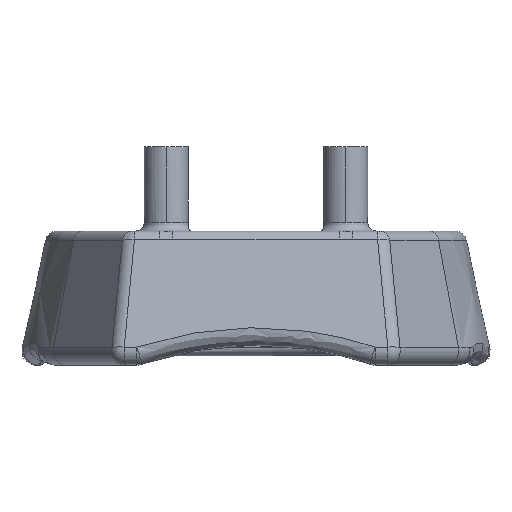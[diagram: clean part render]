
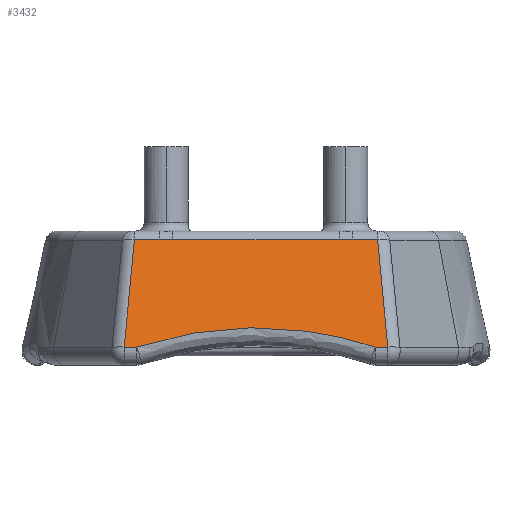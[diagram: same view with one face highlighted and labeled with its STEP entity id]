
A CAD part, left-side view. The second image highlights one B-rep face of the part: STEP entity #3432.
In plain terms, the highlighted planar face has unit normal (-0.967, 0, 0.256).
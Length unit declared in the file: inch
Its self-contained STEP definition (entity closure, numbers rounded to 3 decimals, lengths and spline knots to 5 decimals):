
#671=CARTESIAN_POINT('',(-2.35023,1.24503,0.18833));
#672=CARTESIAN_POINT('',(-2.33996,1.12814,0.22716));
#673=CARTESIAN_POINT('',(-2.32243,0.8933,
0.2935));
#674=CARTESIAN_POINT('',(-2.30494,0.53775,
0.35969));
#675=CARTESIAN_POINT('',(-2.29619,0.17956,
0.39281));
#676=CARTESIAN_POINT('',(-2.29619,-0.17954,
0.39281));
#677=CARTESIAN_POINT('',(-2.30494,-0.53774,
0.35969));
#678=CARTESIAN_POINT('',(-2.32243,-0.89331,
0.2935));
#679=CARTESIAN_POINT('',(-2.33996,-1.12815,
0.22716));
#680=CARTESIAN_POINT('',(-2.35023,-1.24503,
0.18833));
#682=DIRECTION('',(0.,1.,0.));
#683=VECTOR('',#682,0.1312);
#684=CARTESIAN_POINT('',(-2.35023,1.24503,0.18833));
#685=LINE('',#684,#683);
#686=DIRECTION('',(0.254,-0.091,0.963));
#687=VECTOR('',#686,1.16574);
#688=CARTESIAN_POINT('',(-2.35023,1.37623,0.18833));
#689=LINE('',#688,#687);
#690=DIRECTION('',(0.,-1.,0.));
#691=VECTOR('',#690,0.26383);
#692=CARTESIAN_POINT('',(-2.05361,1.26977,1.31066));
#693=LINE('',#692,#691);
#694=CARTESIAN_POINT('',(-2.05361,1.00595,1.31066));
#695=CARTESIAN_POINT('',(-2.05361,0.99474,1.31066));
#696=CARTESIAN_POINT('',(-2.05359,0.97216,1.31074));
#697=CARTESIAN_POINT('',(-2.05357,0.93742,1.31082));
#698=CARTESIAN_POINT('',(-2.05359,0.90272,1.31074));
#699=CARTESIAN_POINT('',(-2.05361,0.88021,1.31066));
#700=CARTESIAN_POINT('',(-2.05361,0.86905,1.31066));
#702=DIRECTION('',(0.,-1.,0.));
#703=VECTOR('',#702,1.73811);
#704=CARTESIAN_POINT('',(-2.05361,0.86905,1.31066));
#705=LINE('',#704,#703);
#706=CARTESIAN_POINT('',(-2.05361,-0.86905,
1.31066));
#707=CARTESIAN_POINT('',(-2.05361,-0.88017,
1.31066));
#708=CARTESIAN_POINT('',(-2.05359,-0.90264,
1.31074));
#709=CARTESIAN_POINT('',(-2.05357,-0.93731,
1.31082));
#710=CARTESIAN_POINT('',(-2.05359,-0.97207,
1.31074));
#711=CARTESIAN_POINT('',(-2.05361,-0.99471,
1.31066));
#712=CARTESIAN_POINT('',(-2.05361,-1.00595,1.31066));
#714=DIRECTION('',(0.,-1.,0.));
#715=VECTOR('',#714,0.26383);
#716=CARTESIAN_POINT('',(-2.05361,-1.00595,1.31066));
#717=LINE('',#716,#715);
#718=DIRECTION('',(0.254,0.091,0.963));
#719=VECTOR('',#718,1.16574);
#720=CARTESIAN_POINT('',(-2.35023,-1.37623,
0.18833));
#721=LINE('',#720,#719);
#722=DIRECTION('',(0.,1.,0.));
#723=VECTOR('',#722,0.1312);
#724=CARTESIAN_POINT('',(-2.35023,-1.37623,
0.18833));
#725=LINE('',#724,#723);
#2165=CARTESIAN_POINT('',(-2.05361,1.26977,1.31066));
#2399=VERTEX_POINT('',#694);
#2400=VERTEX_POINT('',#700);
#2403=CARTESIAN_POINT('',(-2.05361,-0.86905,
1.31066));
#2404=VERTEX_POINT('',#2403);
#2406=VERTEX_POINT('',#712);
#2409=CARTESIAN_POINT('',(-2.05361,-1.26977,
1.31066));
#2410=VERTEX_POINT('',#2409);
#2438=VERTEX_POINT('',#2165);
#2439=CARTESIAN_POINT('',(-2.35023,1.37623,
0.18833));
#2440=VERTEX_POINT('',#2439);
#2441=CARTESIAN_POINT('',(-2.35023,-1.37623,
0.18833));
#2442=VERTEX_POINT('',#2441);
#2468=CARTESIAN_POINT('',(-2.35023,1.24502,
0.18833));
#2470=VERTEX_POINT('',#2468);
#2474=CARTESIAN_POINT('',(-2.35023,-1.24502,
0.18833));
#2476=VERTEX_POINT('',#2474);
#3409=CARTESIAN_POINT('',(-2.215,0.,0.7));
#3410=DIRECTION('',(-0.967,0.,0.256));
#3411=DIRECTION('',(0.,-1.,0.));
#3412=AXIS2_PLACEMENT_3D('',#3409,#3410,#3411);
#3413=PLANE('',#3412);
#3415=ORIENTED_EDGE('',*,*,#3414,.F.);
#3417=ORIENTED_EDGE('',*,*,#3416,.T.);
#3419=ORIENTED_EDGE('',*,*,#3418,.T.);
#3420=ORIENTED_EDGE('',*,*,#3226,.T.);
#3421=ORIENTED_EDGE('',*,*,#3268,.T.);
#3422=ORIENTED_EDGE('',*,*,#2661,.T.);
#3423=ORIENTED_EDGE('',*,*,#2705,.T.);
#3425=ORIENTED_EDGE('',*,*,#3424,.T.);
#3427=ORIENTED_EDGE('',*,*,#3426,.F.);
#3429=ORIENTED_EDGE('',*,*,#3428,.T.);
#3430=EDGE_LOOP('',(#3415,#3417,#3419,#3420,#3421,#3422,#3423,#3425,#3427,
#3429));
#3431=FACE_OUTER_BOUND('',#3430,.F.);
#3432=ADVANCED_FACE('',(#3431),#3413,.T.);
#681=B_SPLINE_CURVE_WITH_KNOTS('',3,(#671,#672,#673,#674,#675,#676,#677,#678,
#679,#680),.UNSPECIFIED.,.F.,.F.,(4,1,1,1,1,1,1,4),(0.,0.14286,
0.28571,0.42857,0.57143,0.71429,
0.85714,1.),.UNSPECIFIED.);
#701=B_SPLINE_CURVE_WITH_KNOTS('',3,(#694,#695,#696,#697,#698,#699,#700),
.UNSPECIFIED.,.F.,.F.,(4,1,1,1,4),(0.,0.25,0.5,0.75,1.),
.UNSPECIFIED.);
#713=B_SPLINE_CURVE_WITH_KNOTS('',3,(#706,#707,#708,#709,#710,#711,#712),
.UNSPECIFIED.,.F.,.F.,(4,1,1,1,4),(0.,0.25,0.5,0.75,1.),
.UNSPECIFIED.);
#2661=EDGE_CURVE('',#2400,#2404,#705,.T.);
#2705=EDGE_CURVE('',#2404,#2406,#713,.T.);
#3226=EDGE_CURVE('',#2438,#2399,#693,.T.);
#3268=EDGE_CURVE('',#2399,#2400,#701,.T.);
#3414=EDGE_CURVE('',#2470,#2476,#681,.T.);
#3416=EDGE_CURVE('',#2470,#2440,#685,.T.);
#3418=EDGE_CURVE('',#2440,#2438,#689,.T.);
#3424=EDGE_CURVE('',#2406,#2410,#717,.T.);
#3426=EDGE_CURVE('',#2442,#2410,#721,.T.);
#3428=EDGE_CURVE('',#2442,#2476,#725,.T.);
